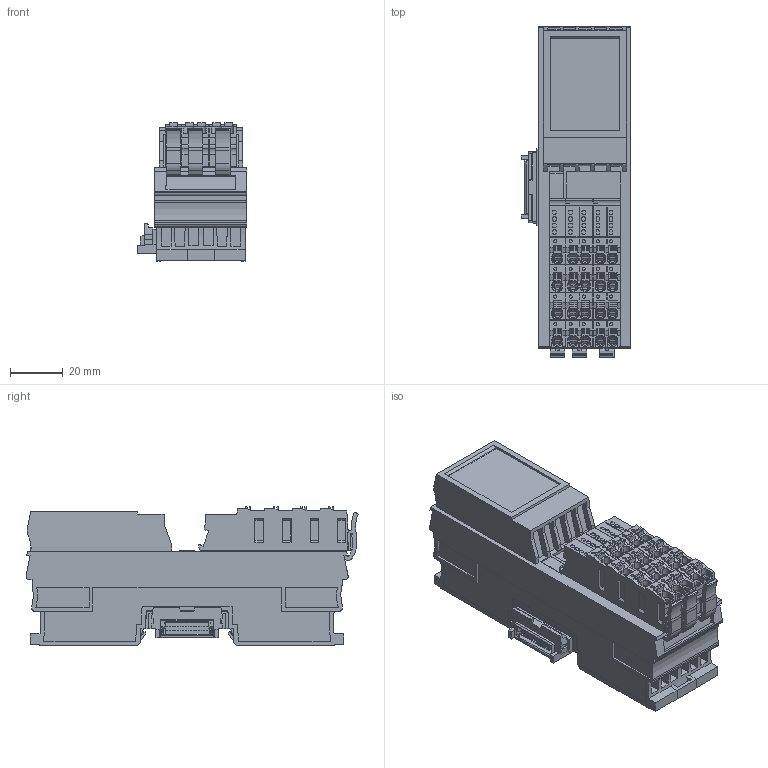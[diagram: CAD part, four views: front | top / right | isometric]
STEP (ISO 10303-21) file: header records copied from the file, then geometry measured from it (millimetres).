
FILE_DESCRIPTION(('Creo Elements/Direct Modeling STEP Export'),'2;1');
FILE_NAME('model.stp','2021-01-28T 9:51:13',(''),(''),'Creo Elements/Direct Modeling STEP processor for AP214 (Solid Model)','Creo Elements/Direct Modeling 20.1A 29-Sep-2018 (C) Parametric Technology GmbH','');
FILE_SCHEMA(('AUTOMOTIVE_DESIGN { 1 0 10303 214 1 1 1 1 }'));
Length unit declared in the file: millimetre
Products named in the file (7): FIBO_P_SP1.5_SINGLE_PWR_BK9005-select; FIBO_P_SP_TWIN...-select; AXL_F_BS_H-select; AXL_BE_SCHILD_FH1-select; FIBO_FH_1KF_20_GY7042-select; FIBO_COLOR_CODE_GN6021-select; AXL_F_AI4_I_XC_1H-select
Assembly tree (7 placements, depth 2):
  AXL_F_AI4_I_XC_1H-select
    FIBO_COLOR_CODE_GN6021-select
    FIBO_FH_1KF_20_GY7042-select
    AXL_BE_SCHILD_FH1-select
    AXL_F_BS_H-select
    FIBO_P_SP_TWIN...-select  x2
    FIBO_P_SP1.5_SINGLE_PWR_BK9005-select
Bounding box: 41.8 x 126.17 x 52.8 mm (x, y, z)
Volume: 173791.7 mm3; surface area: 56394.8 mm2
Topology: 7 solids, 7 shells, 3348 faces, 8673 edges, 5715 vertices
Faces by surface type: plane 2824, cylinder 383, cone 120, extrusion 21
Entity records: 100949 total; most frequent: CARTESIAN_POINT 15329, ORIENTED_EDGE 13888, DIRECTION 11876, EDGE_CURVE 6944, VECTOR 6076, LINE 6055, VERTEX_POINT 4579, EDGE_LOOP 2983
